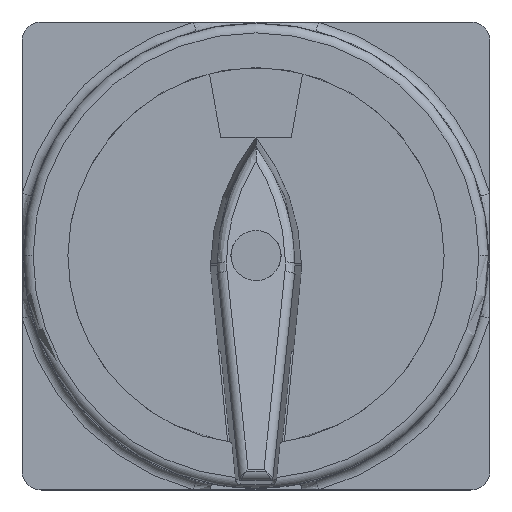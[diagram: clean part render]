
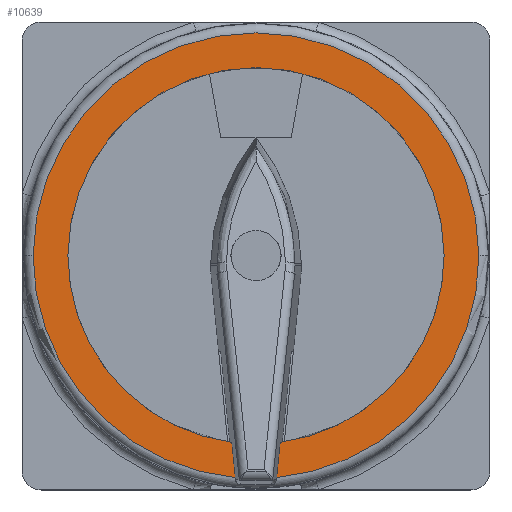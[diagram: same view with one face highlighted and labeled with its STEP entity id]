
A CAD part, top view. The second image highlights one B-rep face of the part: STEP entity #10639.
In plain terms, the highlighted planar face has unit normal (0, 0, 1).
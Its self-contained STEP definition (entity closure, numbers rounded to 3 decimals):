
#37 = AXIS2_PLACEMENT_3D ( 'NONE', #1600, #8367, #2576 ) ;
#140 = ORIENTED_EDGE ( 'NONE', *, *, #1609, .T. ) ;
#322 = CARTESIAN_POINT ( 'NONE',  ( 24.25, 24.25, 21.1 ) ) ;
#428 = CARTESIAN_POINT ( 'NONE',  ( 22.114, 1.249, 21.1 ) ) ;
#619 = VERTEX_POINT ( 'NONE', #5573 ) ;
#826 = VERTEX_POINT ( 'NONE', #428 ) ;
#833 = CIRCLE ( 'NONE', #37, 23.1 ) ;
#1057 = CARTESIAN_POINT ( 'NONE',  ( 43.75, 24.25, 21.1 ) ) ;
#1074 = VERTEX_POINT ( 'NONE', #11334 ) ;
#1084 = DIRECTION ( 'NONE',  ( 0., 0., 1. ) ) ;
#1209 = EDGE_CURVE ( 'NONE', #1074, #619, #7903, .T. ) ;
#1288 = DIRECTION ( 'NONE',  ( 1., 0., 0. ) ) ;
#1560 = EDGE_LOOP ( 'NONE', ( #140, #6637, #11024, #8965, #4593, #7026, #11723, #4838 ) ) ;
#1592 = CIRCLE ( 'NONE', #8509, 23.1 ) ;
#1600 = CARTESIAN_POINT ( 'NONE',  ( 24.25, 24.25, 21.1 ) ) ;
#1609 = EDGE_CURVE ( 'NONE', #2187, #1074, #6535, .T. ) ;
#1704 = CARTESIAN_POINT ( 'NONE',  ( 19.881, 23.818, 21.1 ) ) ;
#2187 = VERTEX_POINT ( 'NONE', #8409 ) ;
#2287 = CARTESIAN_POINT ( 'NONE',  ( 24.25, 24.25, 21.1 ) ) ;
#2576 = DIRECTION ( 'NONE',  ( 1., 0., 0. ) ) ;
#2658 = FACE_OUTER_BOUND ( 'NONE', #1560, .T. ) ;
#2697 = PLANE ( 'NONE',  #10233 ) ;
#2789 = CARTESIAN_POINT ( 'NONE',  ( 24.25, 24.25, 21.1 ) ) ;
#3257 = DIRECTION ( 'NONE',  ( 1., 0., 0. ) ) ;
#3653 = DIRECTION ( 'NONE',  ( -0.098, 0.995, 0. ) ) ;
#3767 = DIRECTION ( 'NONE',  ( 1., 0., 0. ) ) ;
#3956 = CARTESIAN_POINT ( 'NONE',  ( 24.25, 24.25, 21.1 ) ) ;
#4054 = EDGE_CURVE ( 'NONE', #826, #7095, #10282, .T. ) ;
#4163 = EDGE_CURVE ( 'NONE', #2187, #4888, #11827, .T. ) ;
#4267 = CARTESIAN_POINT ( 'NONE',  ( 28.619, 23.818, 21.1 ) ) ;
#4593 = ORIENTED_EDGE ( 'NONE', *, *, #4054, .T. ) ;
#4641 = DIRECTION ( 'NONE',  ( 1., 0., 0. ) ) ;
#4838 = ORIENTED_EDGE ( 'NONE', *, *, #4163, .F. ) ;
#4888 = VERTEX_POINT ( 'NONE', #1057 ) ;
#4929 = DIRECTION ( 'NONE',  ( 1., 0., 0. ) ) ;
#4955 = CARTESIAN_POINT ( 'NONE',  ( 1.15, 24.25, 21.1 ) ) ;
#5573 = CARTESIAN_POINT ( 'NONE',  ( 47.35, 24.25, 21.1 ) ) ;
#6031 = VERTEX_POINT ( 'NONE', #11159 ) ;
#6426 = CIRCLE ( 'NONE', #9066, 19.5 ) ;
#6535 = LINE ( 'NONE', #4267, #11472 ) ;
#6562 = EDGE_CURVE ( 'NONE', #619, #8077, #1592, .T. ) ;
#6624 = AXIS2_PLACEMENT_3D ( 'NONE', #3956, #10592, #4929 ) ;
#6637 = ORIENTED_EDGE ( 'NONE', *, *, #1209, .T. ) ;
#6726 = AXIS2_PLACEMENT_3D ( 'NONE', #2287, #9017, #3257 ) ;
#6861 = CARTESIAN_POINT ( 'NONE',  ( 24.25, 24.25, 21.1 ) ) ;
#7026 = ORIENTED_EDGE ( 'NONE', *, *, #9255, .F. ) ;
#7087 = DIRECTION ( 'NONE',  ( 0., 0., 1. ) ) ;
#7095 = VERTEX_POINT ( 'NONE', #9418 ) ;
#7485 = CIRCLE ( 'NONE', #8619, 19.5 ) ;
#7812 = VECTOR ( 'NONE', #3653, 1000. ) ;
#7836 = DIRECTION ( 'NONE',  ( 1., 0., 0. ) ) ;
#7903 = CIRCLE ( 'NONE', #6726, 23.1 ) ;
#8077 = VERTEX_POINT ( 'NONE', #4955 ) ;
#8367 = DIRECTION ( 'NONE',  ( 0., 0., 1. ) ) ;
#8409 = CARTESIAN_POINT ( 'NONE',  ( 26.748, 4.911, 21.1 ) ) ;
#8509 = AXIS2_PLACEMENT_3D ( 'NONE', #322, #7087, #1288 ) ;
#8619 = AXIS2_PLACEMENT_3D ( 'NONE', #2789, #9493, #3767 ) ;
#8965 = ORIENTED_EDGE ( 'NONE', *, *, #9091, .T. ) ;
#9017 = DIRECTION ( 'NONE',  ( 0., 0., 1. ) ) ;
#9066 = AXIS2_PLACEMENT_3D ( 'NONE', #6861, #1084, #7836 ) ;
#9091 = EDGE_CURVE ( 'NONE', #8077, #826, #833, .T. ) ;
#9255 = EDGE_CURVE ( 'NONE', #6031, #7095, #6426, .T. ) ;
#9399 = CARTESIAN_POINT ( 'NONE',  ( 24.25, 24.25, 21.1 ) ) ;
#9418 = CARTESIAN_POINT ( 'NONE',  ( 21.752, 4.911, 21.1 ) ) ;
#9493 = DIRECTION ( 'NONE',  ( 0., 0., 1. ) ) ;
#9642 = EDGE_CURVE ( 'NONE', #4888, #6031, #7485, .T. ) ;
#10233 = AXIS2_PLACEMENT_3D ( 'NONE', #9399, #10319, #4641 ) ;
#10282 = LINE ( 'NONE', #1704, #7812 ) ;
#10319 = DIRECTION ( 'NONE',  ( 0., 0., 1. ) ) ;
#10592 = DIRECTION ( 'NONE',  ( 0., 0., 1. ) ) ;
#10639 = ADVANCED_FACE ( 'NONE', ( #2658 ), #2697, .T. ) ;
#10879 = DIRECTION ( 'NONE',  ( -0.098, -0.995, 0. ) ) ;
#11024 = ORIENTED_EDGE ( 'NONE', *, *, #6562, .T. ) ;
#11159 = CARTESIAN_POINT ( 'NONE',  ( 4.75, 24.25, 21.1 ) ) ;
#11334 = CARTESIAN_POINT ( 'NONE',  ( 26.386, 1.249, 21.1 ) ) ;
#11472 = VECTOR ( 'NONE', #10879, 1000. ) ;
#11723 = ORIENTED_EDGE ( 'NONE', *, *, #9642, .F. ) ;
#11827 = CIRCLE ( 'NONE', #6624, 19.5 ) ;
